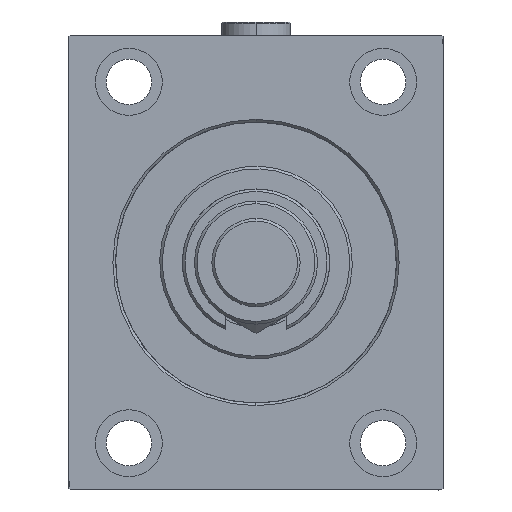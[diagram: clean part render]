
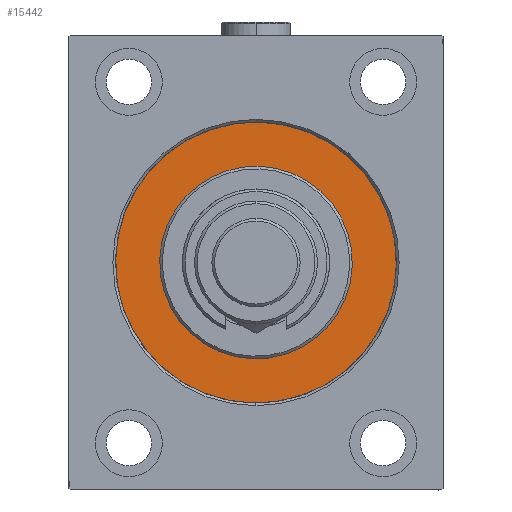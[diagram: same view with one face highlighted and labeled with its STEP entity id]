
A CAD part, left-side view. The second image highlights one B-rep face of the part: STEP entity #15442.
In plain terms, the highlighted face is planar.
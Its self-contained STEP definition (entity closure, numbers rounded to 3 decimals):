
#3499 = ORIENTED_EDGE ( 'NONE', *, *, #27231, .F. ) ;
#4205 = DIRECTION ( 'NONE',  ( 0., 0., -1. ) ) ;
#4701 = EDGE_CURVE ( 'NONE', #12727, #27162, #6626, .T. ) ;
#5129 = VERTEX_POINT ( 'NONE', #10187 ) ;
#6586 = ORIENTED_EDGE ( 'NONE', *, *, #15977, .F. ) ;
#6626 = CIRCLE ( 'NONE', #31552, 36. ) ;
#7485 = DIRECTION ( 'NONE',  ( -1., 0., 0. ) ) ;
#7828 = EDGE_LOOP ( 'NONE', ( #3499, #34388 ) ) ;
#8314 = CARTESIAN_POINT ( 'NONE',  ( 0., 0., 0. ) ) ;
#8508 = DIRECTION ( 'NONE',  ( -1., 0., 0. ) ) ;
#8731 = CARTESIAN_POINT ( 'NONE',  ( 0., 0., -52.5 ) ) ;
#9924 = DIRECTION ( 'NONE',  ( 0., 0., 1. ) ) ;
#10187 = CARTESIAN_POINT ( 'NONE',  ( 0., 0., 52.5 ) ) ;
#11148 = FACE_OUTER_BOUND ( 'NONE', #7828, .T. ) ;
#12719 = DIRECTION ( 'NONE',  ( 1., 0., 0. ) ) ;
#12727 = VERTEX_POINT ( 'NONE', #27607 ) ;
#15442 = ADVANCED_FACE ( 'NONE', ( #44580, #11148 ), #26027, .F. ) ;
#15977 = EDGE_CURVE ( 'NONE', #27162, #12727, #26294, .T. ) ;
#19827 = DIRECTION ( 'NONE',  ( 1., 0., 0. ) ) ;
#20085 = AXIS2_PLACEMENT_3D ( 'NONE', #40922, #7485, #47762 ) ;
#20462 = CIRCLE ( 'NONE', #28994, 52.5 ) ;
#23003 = CARTESIAN_POINT ( 'NONE',  ( 0., 0., 0. ) ) ;
#23214 = DIRECTION ( 'NONE',  ( 0., 0., -1. ) ) ;
#23382 = CARTESIAN_POINT ( 'NONE',  ( 0., 0., -36. ) ) ;
#24816 = DIRECTION ( 'NONE',  ( -1., 0., 0. ) ) ;
#26027 = PLANE ( 'NONE',  #20085 ) ;
#26294 = CIRCLE ( 'NONE', #29410, 36. ) ;
#26401 = AXIS2_PLACEMENT_3D ( 'NONE', #41941, #8508, #30942 ) ;
#27162 = VERTEX_POINT ( 'NONE', #23382 ) ;
#27231 = EDGE_CURVE ( 'NONE', #46995, #5129, #20462, .T. ) ;
#27607 = CARTESIAN_POINT ( 'NONE',  ( 0., 0., 36. ) ) ;
#28994 = AXIS2_PLACEMENT_3D ( 'NONE', #32125, #24816, #9924 ) ;
#29410 = AXIS2_PLACEMENT_3D ( 'NONE', #23003, #19827, #4205 ) ;
#30942 = DIRECTION ( 'NONE',  ( 0., 0., 1. ) ) ;
#31552 = AXIS2_PLACEMENT_3D ( 'NONE', #8314, #12719, #23214 ) ;
#32125 = CARTESIAN_POINT ( 'NONE',  ( 0., 0., 0. ) ) ;
#32821 = EDGE_CURVE ( 'NONE', #5129, #46995, #38116, .T. ) ;
#34388 = ORIENTED_EDGE ( 'NONE', *, *, #32821, .F. ) ;
#38116 = CIRCLE ( 'NONE', #26401, 52.5 ) ;
#40922 = CARTESIAN_POINT ( 'NONE',  ( 0., 0., 0. ) ) ;
#41646 = ORIENTED_EDGE ( 'NONE', *, *, #4701, .F. ) ;
#41941 = CARTESIAN_POINT ( 'NONE',  ( 0., 0., 0. ) ) ;
#44580 = FACE_BOUND ( 'NONE', #45842, .T. ) ;
#45842 = EDGE_LOOP ( 'NONE', ( #41646, #6586 ) ) ;
#46995 = VERTEX_POINT ( 'NONE', #8731 ) ;
#47762 = DIRECTION ( 'NONE',  ( 0., 0., 1. ) ) ;
